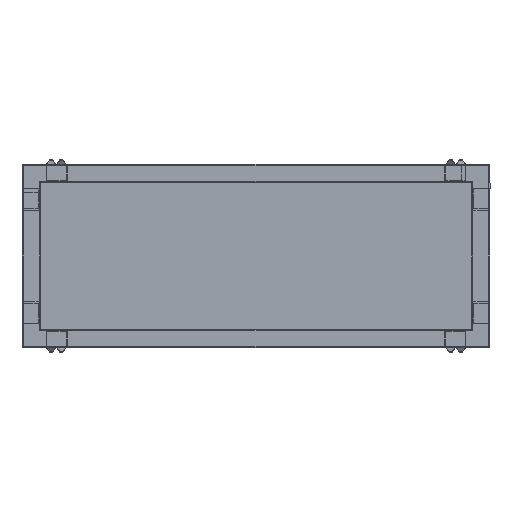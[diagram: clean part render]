
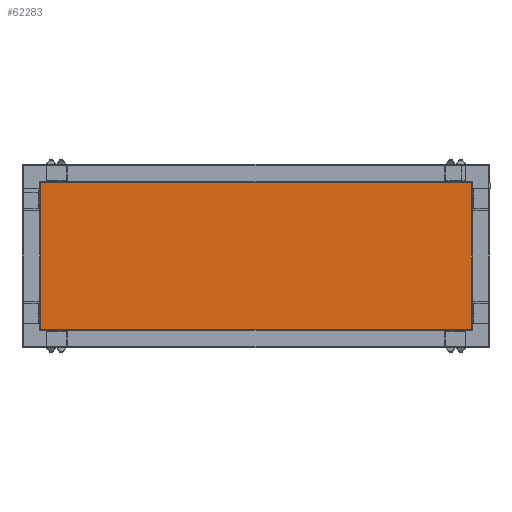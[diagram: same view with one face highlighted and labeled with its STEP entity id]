
A CAD part, left-side view. The second image highlights one B-rep face of the part: STEP entity #62283.
In plain terms, the highlighted planar face has unit normal (-1, 0, 0).
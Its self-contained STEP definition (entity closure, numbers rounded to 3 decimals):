
#2079 = EDGE_LOOP ( 'NONE', ( #67240, #18290, #19901, #21809 ) ) ;
#2408 = CARTESIAN_POINT ( 'NONE',  ( -752.966, -645.352, 1726.7 ) ) ;
#5833 = CARTESIAN_POINT ( 'NONE',  ( -752.966, -648.152, 1310.5 ) ) ;
#12610 = LINE ( 'NONE', #62180, #44854 ) ;
#15562 = EDGE_CURVE ( 'Defeature ausgef�hrt30_0+Defeature ausgef�hrt30_23+Defeature ausgef�hrt30_14+Defeature ausgef�hrt30_21', #22376, #49599, #42467, .T. ) ;
#18290 = ORIENTED_EDGE ( 'NONE', *, *, #15562, .T. ) ;
#19901 = ORIENTED_EDGE ( 'NONE', *, *, #58628, .T. ) ;
#21809 = ORIENTED_EDGE ( 'NONE', *, *, #33476, .T. ) ;
#22368 = DIRECTION ( 'NONE',  ( 0., 0., 1. ) ) ;
#22376 = VERTEX_POINT ( 'NONE', #2408 ) ;
#24666 = VERTEX_POINT ( 'NONE', #61111 ) ;
#28518 = CARTESIAN_POINT ( 'NONE',  ( -752.966, 573.048, 1313.3 ) ) ;
#31960 = DIRECTION ( 'NONE',  ( 0., 0., 1. ) ) ;
#33476 = EDGE_CURVE ( 'Defeature ausgef�hrt30_0+Defeature ausgef�hrt30_7+Defeature ausgef�hrt30_21+Defeature ausgef�hrt30_14', #56172, #24666, #55601, .T. ) ;
#35264 = PLANE ( 'NONE',  #57477 ) ;
#36443 = DIRECTION ( 'NONE',  ( -1., 0., 0. ) ) ;
#42467 = LINE ( 'NONE', #73492, #73659 ) ;
#44543 = DIRECTION ( 'NONE',  ( 0., 0., -1. ) ) ;
#44854 = VECTOR ( 'NONE', #31960, 1000. ) ;
#48711 = VECTOR ( 'NONE', #44543, 1000. ) ;
#49566 = CARTESIAN_POINT ( 'NONE',  ( -752.966, 574.141, 1313.3 ) ) ;
#49599 = VERTEX_POINT ( 'NONE', #73957 ) ;
#50615 = VECTOR ( 'NONE', #74116, 1000. ) ;
#54619 = FACE_OUTER_BOUND ( 'NONE', #2079, .T. ) ;
#55601 = LINE ( 'NONE', #49566, #50615 ) ;
#56172 = VERTEX_POINT ( 'NONE', #28518 ) ;
#57477 = AXIS2_PLACEMENT_3D ( 'NONE', #5833, #36443, #22368 ) ;
#58628 = EDGE_CURVE ( 'Defeature ausgef�hrt30_0+Defeature ausgef�hrt30_21+Defeature ausgef�hrt30_23+Defeature ausgef�hrt30_7', #49599, #56172, #67531, .T. ) ;
#58902 = EDGE_CURVE ( 'Defeature ausgef�hrt30_0+Defeature ausgef�hrt30_14+Defeature ausgef�hrt30_7+Defeature ausgef�hrt30_23', #24666, #22376, #12610, .T. ) ;
#61111 = CARTESIAN_POINT ( 'NONE',  ( -752.966, -645.352, 1313.3 ) ) ;
#62180 = CARTESIAN_POINT ( 'NONE',  ( -752.966, -645.352, 1312.207 ) ) ;
#62283 = ADVANCED_FACE ( 'Defeature ausgef�hrt30_0', ( #54619 ), #35264, .T. ) ;
#67240 = ORIENTED_EDGE ( 'NONE', *, *, #58902, .T. ) ;
#67531 = LINE ( 'NONE', #74364, #48711 ) ;
#67849 = DIRECTION ( 'NONE',  ( 0., 1., 0. ) ) ;
#73492 = CARTESIAN_POINT ( 'NONE',  ( -752.966, -646.445, 1726.7 ) ) ;
#73659 = VECTOR ( 'NONE', #67849, 1000. ) ;
#73957 = CARTESIAN_POINT ( 'NONE',  ( -752.966, 573.048, 1726.7 ) ) ;
#74116 = DIRECTION ( 'NONE',  ( 0., -1., 0. ) ) ;
#74364 = CARTESIAN_POINT ( 'NONE',  ( -752.966, 573.048, 1727.793 ) ) ;
